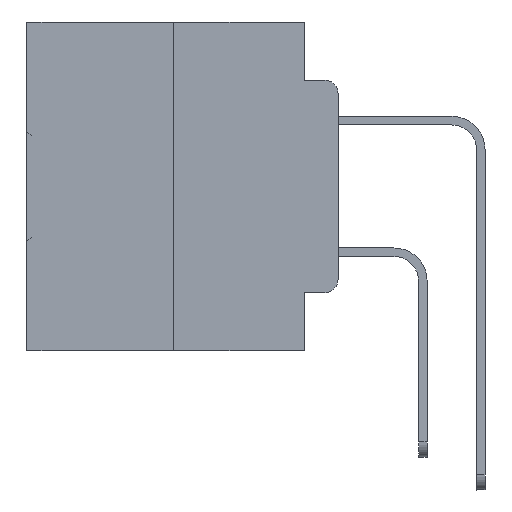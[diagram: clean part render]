
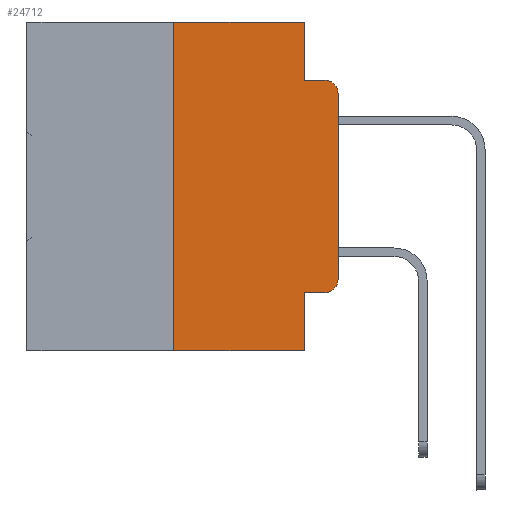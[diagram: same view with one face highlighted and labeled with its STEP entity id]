
A CAD part, left-side view. The second image highlights one B-rep face of the part: STEP entity #24712.
In plain terms, the highlighted planar face has unit normal (-1, 0, 0).
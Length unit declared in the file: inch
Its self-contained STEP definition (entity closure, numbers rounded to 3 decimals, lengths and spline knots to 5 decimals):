
#54 = ORIENTED_EDGE ( 'NONE', *, *, #20668, .T. ) ;
#152 = VERTEX_POINT ( 'NONE', #12520 ) ;
#953 = EDGE_CURVE ( 'NONE', #26375, #9084, #18649, .T. ) ;
#1303 = VECTOR ( 'NONE', #21963, 39.37008 ) ;
#2170 = LINE ( 'NONE', #5739, #1303 ) ;
#2676 = ORIENTED_EDGE ( 'NONE', *, *, #32030, .T. ) ;
#3014 = EDGE_CURVE ( 'NONE', #12058, #152, #6229, .T. ) ;
#3173 = CIRCLE ( 'NONE', #11992, 0.02 ) ;
#3181 = CARTESIAN_POINT ( 'NONE',  ( 0., 0.25, -0.5 ) ) ;
#3367 = CARTESIAN_POINT ( 'NONE',  ( 0., 0., -0.1085 ) ) ;
#3571 = LINE ( 'NONE', #25611, #4424 ) ;
#3992 = DIRECTION ( 'NONE',  ( 0., 0., -1. ) ) ;
#4424 = VECTOR ( 'NONE', #9444, 39.37008 ) ;
#5739 = CARTESIAN_POINT ( 'NONE',  ( 0., 0.051, -0.4115 ) ) ;
#5999 = DIRECTION ( 'NONE',  ( -1., 0., 0. ) ) ;
#6229 = LINE ( 'NONE', #8924, #33964 ) ;
#7272 = LINE ( 'NONE', #14263, #30485 ) ;
#7448 = ORIENTED_EDGE ( 'NONE', *, *, #15855, .F. ) ;
#7848 = ORIENTED_EDGE ( 'NONE', *, *, #28699, .T. ) ;
#8721 = ORIENTED_EDGE ( 'NONE', *, *, #3014, .F. ) ;
#8924 = CARTESIAN_POINT ( 'NONE',  ( 0., 0.051, 0. ) ) ;
#9084 = VERTEX_POINT ( 'NONE', #3367 ) ;
#9257 = DIRECTION ( 'NONE',  ( 0., 0., -1. ) ) ;
#9397 = AXIS2_PLACEMENT_3D ( 'NONE', #27164, #10998, #29845 ) ;
#9444 = DIRECTION ( 'NONE',  ( 0., -1., 0. ) ) ;
#9561 = VERTEX_POINT ( 'NONE', #29520 ) ;
#9848 = CARTESIAN_POINT ( 'NONE',  ( 0., 0.02, -0.4115 ) ) ;
#10409 = EDGE_CURVE ( 'NONE', #23108, #27967, #27058, .T. ) ;
#10428 = ORIENTED_EDGE ( 'NONE', *, *, #16848, .F. ) ;
#10998 = DIRECTION ( 'NONE',  ( 1., 0., 0. ) ) ;
#11374 = CIRCLE ( 'NONE', #25172, 0.02 ) ;
#11866 = VECTOR ( 'NONE', #16479, 39.37008 ) ;
#11992 = AXIS2_PLACEMENT_3D ( 'NONE', #22197, #5999, #24926 ) ;
#12058 = VERTEX_POINT ( 'NONE', #23683 ) ;
#12520 = CARTESIAN_POINT ( 'NONE',  ( 0., 0.051, -0.0885 ) ) ;
#12982 = ORIENTED_EDGE ( 'NONE', *, *, #10409, .F. ) ;
#13085 = EDGE_LOOP ( 'NONE', ( #26875, #7848, #29386, #8721, #10428, #12982, #54, #7448, #28997, #2676 ) ) ;
#13268 = VERTEX_POINT ( 'NONE', #33003 ) ;
#13993 = VERTEX_POINT ( 'NONE', #28013 ) ;
#14117 = CARTESIAN_POINT ( 'NONE',  ( 0., 0.02, -0.3915 ) ) ;
#14263 = CARTESIAN_POINT ( 'NONE',  ( 0., 0.473, 0. ) ) ;
#14713 = CARTESIAN_POINT ( 'NONE',  ( 0., 0.473, -0.5 ) ) ;
#14916 = CARTESIAN_POINT ( 'NONE',  ( 0., 0.051, 0. ) ) ;
#15855 = EDGE_CURVE ( 'NONE', #9561, #13268, #26810, .T. ) ;
#16479 = DIRECTION ( 'NONE',  ( 0., 0., 1. ) ) ;
#16815 = DIRECTION ( 'NONE',  ( 0., 0., -1. ) ) ;
#16848 = EDGE_CURVE ( 'NONE', #27967, #12058, #7272, .T. ) ;
#17111 = VERTEX_POINT ( 'NONE', #9848 ) ;
#18649 = LINE ( 'NONE', #24094, #24994 ) ;
#18927 = VECTOR ( 'NONE', #33397, 39.37008 ) ;
#19020 = PLANE ( 'NONE',  #9397 ) ;
#20444 = VECTOR ( 'NONE', #3992, 39.37008 ) ;
#20668 = EDGE_CURVE ( 'NONE', #23108, #13268, #26116, .T. ) ;
#21963 = DIRECTION ( 'NONE',  ( 0., -1., 0. ) ) ;
#22197 = CARTESIAN_POINT ( 'NONE',  ( 0., 0.02, -0.1085 ) ) ;
#23061 = EDGE_CURVE ( 'NONE', #9561, #17111, #2170, .T. ) ;
#23108 = VERTEX_POINT ( 'NONE', #3181 ) ;
#23683 = CARTESIAN_POINT ( 'NONE',  ( 0., 0.051, 0. ) ) ;
#24094 = CARTESIAN_POINT ( 'NONE',  ( 0., 0., 0. ) ) ;
#24712 = ADVANCED_FACE ( 'NONE', ( #26299 ), #19020, .F. ) ;
#24926 = DIRECTION ( 'NONE',  ( 0., 0., -1. ) ) ;
#24994 = VECTOR ( 'NONE', #25578, 39.37008 ) ;
#25172 = AXIS2_PLACEMENT_3D ( 'NONE', #14117, #32849, #16815 ) ;
#25578 = DIRECTION ( 'NONE',  ( 0., 0., 1. ) ) ;
#25611 = CARTESIAN_POINT ( 'NONE',  ( 0., 0.051, -0.0885 ) ) ;
#26116 = LINE ( 'NONE', #14713, #18927 ) ;
#26138 = CARTESIAN_POINT ( 'NONE',  ( 0., 0., -0.3915 ) ) ;
#26299 = FACE_OUTER_BOUND ( 'NONE', #13085, .T. ) ;
#26375 = VERTEX_POINT ( 'NONE', #26138 ) ;
#26810 = LINE ( 'NONE', #14916, #20444 ) ;
#26875 = ORIENTED_EDGE ( 'NONE', *, *, #953, .T. ) ;
#27058 = LINE ( 'NONE', #29884, #11866 ) ;
#27164 = CARTESIAN_POINT ( 'NONE',  ( 0., 0.473, 0. ) ) ;
#27967 = VERTEX_POINT ( 'NONE', #32176 ) ;
#28013 = CARTESIAN_POINT ( 'NONE',  ( 0., 0.02, -0.0885 ) ) ;
#28699 = EDGE_CURVE ( 'NONE', #9084, #13993, #3173, .T. ) ;
#28997 = ORIENTED_EDGE ( 'NONE', *, *, #23061, .T. ) ;
#29386 = ORIENTED_EDGE ( 'NONE', *, *, #32682, .F. ) ;
#29520 = CARTESIAN_POINT ( 'NONE',  ( 0., 0.051, -0.4115 ) ) ;
#29845 = DIRECTION ( 'NONE',  ( 0., 0., -1. ) ) ;
#29884 = CARTESIAN_POINT ( 'NONE',  ( 0., 0.25, 0. ) ) ;
#30485 = VECTOR ( 'NONE', #32974, 39.37008 ) ;
#32030 = EDGE_CURVE ( 'NONE', #17111, #26375, #11374, .T. ) ;
#32176 = CARTESIAN_POINT ( 'NONE',  ( 0., 0.25, 0. ) ) ;
#32682 = EDGE_CURVE ( 'NONE', #152, #13993, #3571, .T. ) ;
#32849 = DIRECTION ( 'NONE',  ( -1., 0., 0. ) ) ;
#32974 = DIRECTION ( 'NONE',  ( 0., -1., 0. ) ) ;
#33003 = CARTESIAN_POINT ( 'NONE',  ( 0., 0.051, -0.5 ) ) ;
#33397 = DIRECTION ( 'NONE',  ( 0., -1., 0. ) ) ;
#33964 = VECTOR ( 'NONE', #9257, 39.37008 ) ;
